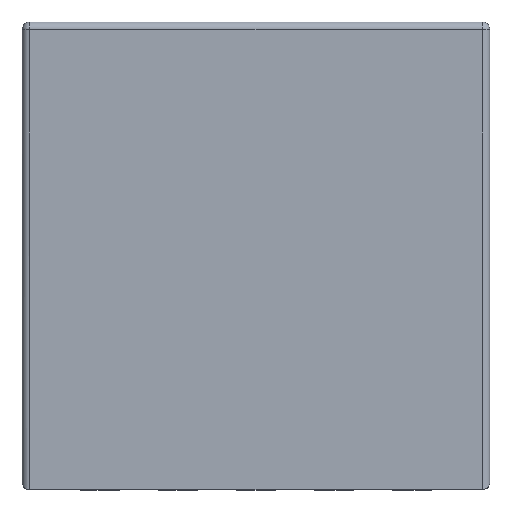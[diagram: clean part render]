
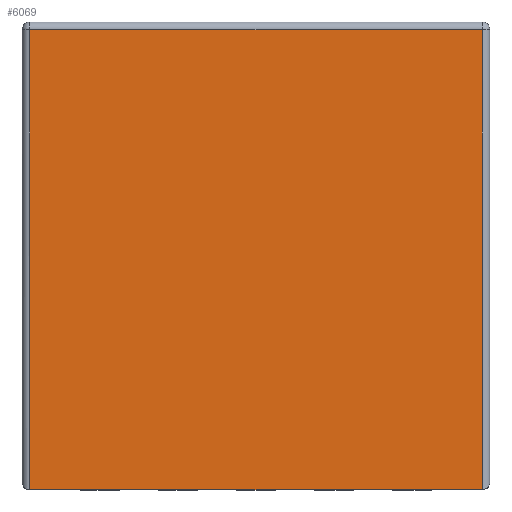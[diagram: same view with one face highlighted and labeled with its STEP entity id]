
A CAD part, top view. The second image highlights one B-rep face of the part: STEP entity #6069.
In plain terms, the highlighted planar face has unit normal (0, 0, 1).
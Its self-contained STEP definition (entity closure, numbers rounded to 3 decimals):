
#3681=DIRECTION('',(1.,0.,0.));
#3682=VECTOR('',#3681,2.9);
#3683=CARTESIAN_POINT('',(-1.45,-1.5,0.905));
#3684=LINE('',#3683,#3682);
#3779=DIRECTION('',(1.,0.,0.));
#3780=VECTOR('',#3779,2.9);
#3781=CARTESIAN_POINT('',(-1.45,1.45,0.905));
#3782=LINE('',#3781,#3780);
#3786=DIRECTION('',(0.,-1.,0.));
#3787=VECTOR('',#3786,2.95);
#3788=CARTESIAN_POINT('',(1.45,1.45,0.905));
#3789=LINE('',#3788,#3787);
#3793=DIRECTION('',(0.,1.,0.));
#3794=VECTOR('',#3793,2.95);
#3795=CARTESIAN_POINT('',(-1.45,-1.5,0.905));
#3796=LINE('',#3795,#3794);
#4734=CARTESIAN_POINT('',(-1.45,-1.5,0.905));
#4735=CARTESIAN_POINT('',(1.45,-1.5,0.905));
#4736=VERTEX_POINT('',#4734);
#4737=VERTEX_POINT('',#4735);
#4750=CARTESIAN_POINT('',(-1.45,1.45,0.905));
#4751=CARTESIAN_POINT('',(1.45,1.45,0.905));
#4752=VERTEX_POINT('',#4750);
#4753=VERTEX_POINT('',#4751);
#6055=CARTESIAN_POINT('',(1.5,-1.5,0.905));
#6056=DIRECTION('',(0.,0.,1.));
#6057=DIRECTION('',(0.,-1.,0.));
#6058=AXIS2_PLACEMENT_3D('',#6055,#6056,#6057);
#6059=PLANE('',#6058);
#6061=ORIENTED_EDGE('',*,*,#6060,.T.);
#6063=ORIENTED_EDGE('',*,*,#6062,.T.);
#6064=ORIENTED_EDGE('',*,*,#5994,.F.);
#6066=ORIENTED_EDGE('',*,*,#6065,.T.);
#6067=EDGE_LOOP('',(#6061,#6063,#6064,#6066));
#6068=FACE_OUTER_BOUND('',#6067,.F.);
#6069=ADVANCED_FACE('',(#6068),#6059,.T.);
#5994=EDGE_CURVE('',#4736,#4737,#3684,.T.);
#6060=EDGE_CURVE('',#4752,#4753,#3782,.T.);
#6062=EDGE_CURVE('',#4753,#4737,#3789,.T.);
#6065=EDGE_CURVE('',#4736,#4752,#3796,.T.);
